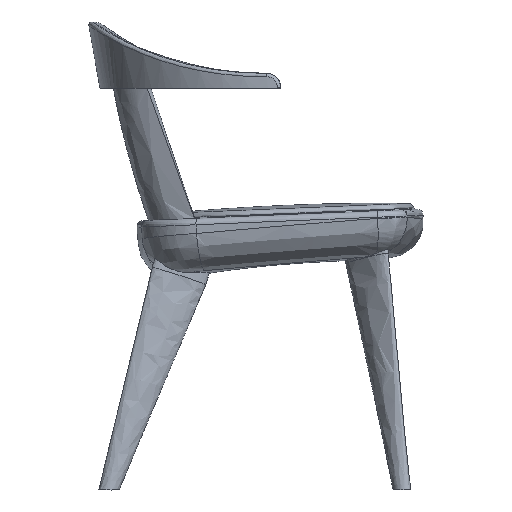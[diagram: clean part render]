
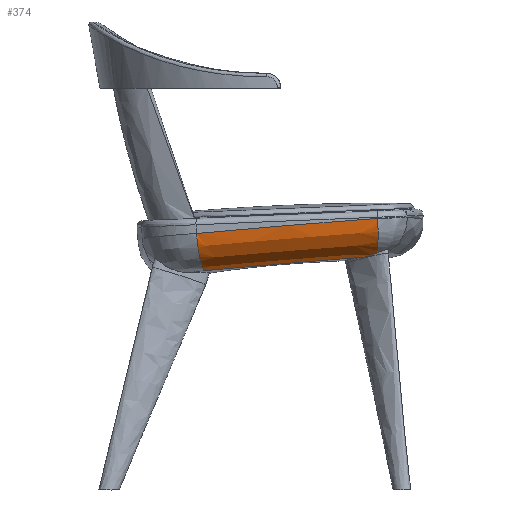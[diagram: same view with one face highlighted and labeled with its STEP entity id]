
A CAD part, left-side view. The second image highlights one B-rep face of the part: STEP entity #374.
In plain terms, the highlighted free-form (B-spline) face has degree [2, 3] with [3, 10] control points.
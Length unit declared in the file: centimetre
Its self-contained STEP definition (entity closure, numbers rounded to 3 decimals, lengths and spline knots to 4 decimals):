
#149=B_SPLINE_CURVE_WITH_KNOTS('',3,(#31323,#31324,#31325,#31326,#31327,
#31328,#31329,#31330,#31331,#31332,#31333,#31334,#31335,#31336,#31337,#31338,
#31339,#31340,#31341),.UNSPECIFIED.,.F.,.F.,(4,3,3,3,3,3,4),(-30.9129,
-30.7948,-24.4501,-18.1191,-11.7985,
-5.4802,0.),.UNSPECIFIED.);
#151=B_SPLINE_CURVE_WITH_KNOTS('',3,(#31441,#31442,#31443,#31444,#31445,
#31446,#31447,#31448,#31449,#31450),.UNSPECIFIED.,.F.,.F.,(4,2,2,2,4),(-315.6546,
-292.3069,-194.1943,-96.2369,-34.2503),
 .UNSPECIFIED.);
#152=B_SPLINE_CURVE_WITH_KNOTS('',3,(#31451,#31452,#31453,#31454,#31455,
#31456,#31457,#31458,#31459,#31460),.UNSPECIFIED.,.F.,.F.,(4,2,2,2,4),(-315.6546,
-292.3069,-194.1943,-96.2369,-62.9541),
 .UNSPECIFIED.);
#156=B_SPLINE_CURVE_WITH_KNOTS('',3,(#31531,#31532,#31533,#31534,#31535,
#31536,#31537,#31538,#31539,#31540,#31541,#31542,#31543,#31544,#31545,#31546,
#31547,#31548,#31549,#31550,#31551,#31552,#31553,#31554,#31555,#31556,#31557,
#31558),.UNSPECIFIED.,.F.,.F.,(4,2,2,2,2,2,2,2,2,2,2,2,2,4),(-12.9886,
-12.5236,-11.9981,-11.4725,-10.947,
-9.9032,-8.8595,-7.8462,-6.8329,
-5.8676,-4.9023,-3.0872,-1.3916,
0.),.UNSPECIFIED.);
#374=ADVANCED_FACE('',(#496),#1945,.T.);
#496=FACE_OUTER_BOUND('',#621,.T.);
#621=EDGE_LOOP('',(#1179,#1180,#1181,#1182,#1183));
#1179=ORIENTED_EDGE('',*,*,#1520,.F.);
#1180=ORIENTED_EDGE('',*,*,#1527,.T.);
#1181=ORIENTED_EDGE('',*,*,#1522,.F.);
#1182=ORIENTED_EDGE('',*,*,#1446,.F.);
#1183=ORIENTED_EDGE('',*,*,#1523,.T.);
#1446=EDGE_CURVE('',#1836,#1809,#1669,.T.);
#1520=EDGE_CURVE('',#1883,#1884,#149,.T.);
#1522=EDGE_CURVE('',#1809,#1805,#151,.T.);
#1523=EDGE_CURVE('',#1836,#1884,#152,.T.);
#1527=EDGE_CURVE('',#1883,#1805,#156,.T.);
#1669=(
BOUNDED_CURVE()
B_SPLINE_CURVE(2,(#30326,#30327,#30328),.UNSPECIFIED.,.F.,.F.)
B_SPLINE_CURVE_WITH_KNOTS((3,3),(-96.3297,0.),.UNSPECIFIED.)
CURVE()
GEOMETRIC_REPRESENTATION_ITEM()
RATIONAL_B_SPLINE_CURVE((1.,0.741,1.))
REPRESENTATION_ITEM('')
);
#1805=VERTEX_POINT('',#24948);
#1809=VERTEX_POINT('',#24952);
#1836=VERTEX_POINT('',#24979);
#1883=VERTEX_POINT('',#25026);
#1884=VERTEX_POINT('',#25027);
#1945=(
BOUNDED_SURFACE()
B_SPLINE_SURFACE(2,3,((#24382,#24383,#24384,#24385,#24386,#24387,#24388,
#24389,#24390,#24391),(#24392,#24393,#24394,#24395,#24396,#24397,#24398,
#24399,#24400,#24401),(#24402,#24403,#24404,#24405,#24406,#24407,#24408,
#24409,#24410,#24411)),.UNSPECIFIED.,.F.,.F.,.F.)
B_SPLINE_SURFACE_WITH_KNOTS((3,3),(4,3,1,1,1,4),(0.,93.743),(-25.7497,
-1.2748,96.2369,194.1943,292.3069,375.6546),
 .UNSPECIFIED.)
GEOMETRIC_REPRESENTATION_ITEM()
RATIONAL_B_SPLINE_SURFACE(((1.,1.,1.,1.,1.,1.,1.,1.,1.,1.),(0.725,
0.725,0.726,0.726,0.728,0.732,
0.737,0.741,0.742,0.742),
(1.,1.,1.,1.,1.,1.,1.,1.,1.,1.)))
REPRESENTATION_ITEM('')
SURFACE()
);
#24382=CARTESIAN_POINT('',(6.4264,-2.1387,37.7475));
#24383=CARTESIAN_POINT('',(6.3748,-1.3258,37.6855));
#24384=CARTESIAN_POINT('',(6.3284,-0.5126,37.6234));
#24385=CARTESIAN_POINT('',(6.2874,0.3006,37.5613));
#24386=CARTESIAN_POINT('',(6.1237,3.5409,37.3136));
#24387=CARTESIAN_POINT('',(5.9636,10.0405,36.8137));
#24388=CARTESIAN_POINT('',(6.239,19.7873,36.0249));
#24389=CARTESIAN_POINT('',(7.002,29.0224,35.214));
#24390=CARTESIAN_POINT('',(7.8028,34.9795,34.6414));
#24391=CARTESIAN_POINT('',(8.2355,37.7045,34.3682));
#24392=CARTESIAN_POINT('',(0.7388,-2.4081,38.049));
#24393=CARTESIAN_POINT('',(0.6948,-1.5703,37.9939));
#24394=CARTESIAN_POINT('',(0.6563,-0.7318,37.9388));
#24395=CARTESIAN_POINT('',(0.6231,0.1073,37.8834));
#24396=CARTESIAN_POINT('',(0.4914,3.4388,37.6637));
#24397=CARTESIAN_POINT('',(0.3981,10.1204,37.2176));
#24398=CARTESIAN_POINT('',(0.7741,20.1609,36.4923));
#24399=CARTESIAN_POINT('',(1.6225,29.6736,35.7186));
#24400=CARTESIAN_POINT('',(2.4664,35.8111,35.1519));
#24401=CARTESIAN_POINT('',(2.9147,38.6153,34.8772));
#24402=CARTESIAN_POINT('',(0.7285,-1.9715,43.7342));
#24403=CARTESIAN_POINT('',(0.6854,-1.1335,43.6707));
#24404=CARTESIAN_POINT('',(0.6477,-0.2952,43.6071));
#24405=CARTESIAN_POINT('',(0.6154,0.5433,43.5434));
#24406=CARTESIAN_POINT('',(0.4867,3.8841,43.2895));
#24407=CARTESIAN_POINT('',(0.4008,10.5871,42.7763));
#24408=CARTESIAN_POINT('',(0.7901,20.6448,41.966));
#24409=CARTESIAN_POINT('',(1.6541,30.1802,41.135));
#24410=CARTESIAN_POINT('',(2.5099,36.3341,40.5508));
#24411=CARTESIAN_POINT('',(2.9647,39.1497,40.2727));
#24948=CARTESIAN_POINT('',(0.5089,4.1956,43.2648));
#24952=CARTESIAN_POINT('',(2.0786,33.053,40.8582));
#24979=CARTESIAN_POINT('',(7.4017,31.8031,34.9425));
#25026=CARTESIAN_POINT('',(4.1927,4.3497,37.7013));
#25027=CARTESIAN_POINT('',(6.0735,6.705,37.0683));
#30326=CARTESIAN_POINT('',(7.4017,31.8031,34.9425));
#30327=CARTESIAN_POINT('',(2.0419,32.5438,35.4479));
#30328=CARTESIAN_POINT('',(2.0786,33.053,40.8582));
#31323=CARTESIAN_POINT('',(4.1927,4.3497,37.7013));
#31324=CARTESIAN_POINT('',(4.1947,4.353,37.7002));
#31325=CARTESIAN_POINT('',(4.1966,4.3562,37.6991));
#31326=CARTESIAN_POINT('',(4.1985,4.3595,37.698));
#31327=CARTESIAN_POINT('',(4.3025,4.5343,37.6399));
#31328=CARTESIAN_POINT('',(4.4136,4.7049,37.5829));
#31329=CARTESIAN_POINT('',(4.5302,4.8728,37.5285));
#31330=CARTESIAN_POINT('',(4.6467,5.0403,37.4742));
#31331=CARTESIAN_POINT('',(4.7683,5.2047,37.4227));
#31332=CARTESIAN_POINT('',(4.8945,5.3669,37.3747));
#31333=CARTESIAN_POINT('',(5.0205,5.5289,37.3268));
#31334=CARTESIAN_POINT('',(5.1508,5.6883,37.2826));
#31335=CARTESIAN_POINT('',(5.2851,5.8458,37.2426));
#31336=CARTESIAN_POINT('',(5.4192,6.0032,37.2027));
#31337=CARTESIAN_POINT('',(5.5571,6.1583,37.1671));
#31338=CARTESIAN_POINT('',(5.6984,6.3114,37.1365));
#31339=CARTESIAN_POINT('',(5.821,6.4443,37.1099));
#31340=CARTESIAN_POINT('',(5.9461,6.5754,37.087));
#31341=CARTESIAN_POINT('',(6.0735,6.705,37.0683));
#31441=CARTESIAN_POINT('',(2.0786,33.053,40.8582));
#31442=CARTESIAN_POINT('',(1.9762,32.2603,40.9322));
#31443=CARTESIAN_POINT('',(1.8786,31.4669,41.0055));
#31444=CARTESIAN_POINT('',(1.3963,27.3359,41.3829));
#31445=CARTESIAN_POINT('',(1.093,23.9877,41.6747));
#31446=CARTESIAN_POINT('',(0.66,17.2836,42.2368));
#31447=CARTESIAN_POINT('',(0.5301,13.9277,42.5072));
#31448=CARTESIAN_POINT('',(0.4595,8.4456,42.9378));
#31449=CARTESIAN_POINT('',(0.4669,6.3203,43.1021));
#31450=CARTESIAN_POINT('',(0.5089,4.1956,43.2648));
#31451=CARTESIAN_POINT('',(7.4017,31.8031,34.9425));
#31452=CARTESIAN_POINT('',(7.3066,31.0356,35.015));
#31453=CARTESIAN_POINT('',(7.2166,30.2674,35.0867));
#31454=CARTESIAN_POINT('',(6.7744,26.2676,35.4559));
#31455=CARTESIAN_POINT('',(6.5065,23.0249,35.7406));
#31456=CARTESIAN_POINT('',(6.1469,16.53,36.2885));
#31457=CARTESIAN_POINT('',(6.0551,13.2779,36.5517));
#31458=CARTESIAN_POINT('',(6.0475,8.9173,36.8958));
#31459=CARTESIAN_POINT('',(6.0556,7.8112,36.9823));
#31460=CARTESIAN_POINT('',(6.0735,6.705,37.0683));
#31531=CARTESIAN_POINT('',(4.1927,4.3497,37.7013));
#31532=CARTESIAN_POINT('',(4.1228,4.3417,37.7312));
#31533=CARTESIAN_POINT('',(4.0531,4.3338,37.7625));
#31534=CARTESIAN_POINT('',(3.9057,4.3174,37.8322));
#31535=CARTESIAN_POINT('',(3.8282,4.3089,37.871));
#31536=CARTESIAN_POINT('',(3.675,4.2922,37.9516));
#31537=CARTESIAN_POINT('',(3.5993,4.2841,37.9936));
#31538=CARTESIAN_POINT('',(3.4495,4.2683,38.0808));
#31539=CARTESIAN_POINT('',(3.3753,4.2606,38.1262));
#31540=CARTESIAN_POINT('',(3.1557,4.2382,38.2671));
#31541=CARTESIAN_POINT('',(3.0121,4.2242,38.3681));
#31542=CARTESIAN_POINT('',(2.7314,4.1983,38.5847));
#31543=CARTESIAN_POINT('',(2.5942,4.1863,38.7003));
#31544=CARTESIAN_POINT('',(2.3324,4.1648,38.9419));
#31545=CARTESIAN_POINT('',(2.2076,4.1552,39.0674));
#31546=CARTESIAN_POINT('',(1.9674,4.1382,39.3315));
#31547=CARTESIAN_POINT('',(1.8521,4.1308,39.4699));
#31548=CARTESIAN_POINT('',(1.6372,4.1188,39.753));
#31549=CARTESIAN_POINT('',(1.5371,4.1141,39.8971));
#31550=CARTESIAN_POINT('',(1.3483,4.107,40.1964));
#31551=CARTESIAN_POINT('',(1.2594,4.1047,40.3516));
#31552=CARTESIAN_POINT('',(1.022,4.1016,40.8139));
#31553=CARTESIAN_POINT('',(0.8895,4.1042,41.1342));
#31554=CARTESIAN_POINT('',(0.6867,4.1191,41.7814));
#31555=CARTESIAN_POINT('',(0.6129,4.1307,42.1065));
#31556=CARTESIAN_POINT('',(0.5286,4.1601,42.7106));
#31557=CARTESIAN_POINT('',(0.509,4.1764,42.9875));
#31558=CARTESIAN_POINT('',(0.5089,4.1956,43.2648));
